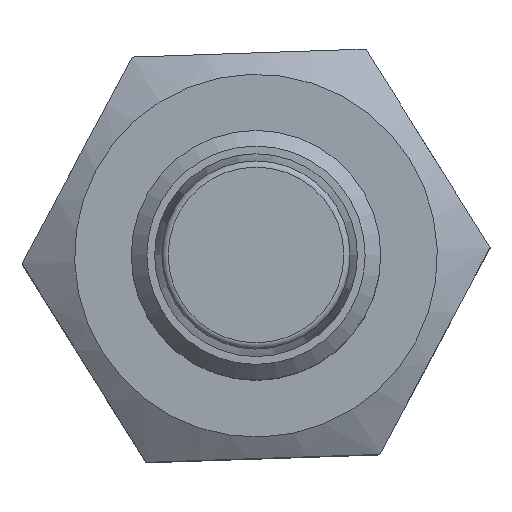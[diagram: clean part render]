
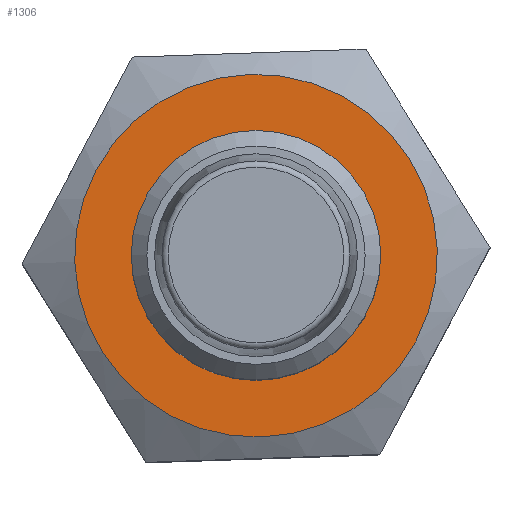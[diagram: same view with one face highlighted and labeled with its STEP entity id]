
A CAD part, top view. The second image highlights one B-rep face of the part: STEP entity #1306.
In plain terms, the highlighted planar face has unit normal (0, 0, 1).
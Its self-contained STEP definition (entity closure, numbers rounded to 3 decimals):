
#92=PLANE('',#1425);
#129=CIRCLE('',#1426,5.815);
#130=CIRCLE('',#1427,4.);
#307=FACE_BOUND('',#488,.T.);
#374=FACE_OUTER_BOUND('',#487,.T.);
#487=EDGE_LOOP('',(#986));
#488=EDGE_LOOP('',(#987));
#690=VERTEX_POINT('',#2122);
#691=VERTEX_POINT('',#2124);
#810=EDGE_CURVE('',#690,#690,#129,.T.);
#811=EDGE_CURVE('',#691,#691,#130,.T.);
#986=ORIENTED_EDGE('',*,*,#810,.T.);
#987=ORIENTED_EDGE('',*,*,#811,.F.);
#1306=ADVANCED_FACE('',(#374,#307),#92,.F.);
#1425=AXIS2_PLACEMENT_3D('',#2121,#1639,#1640);
#1426=AXIS2_PLACEMENT_3D('',#2123,#1641,#1642);
#1427=AXIS2_PLACEMENT_3D('',#2125,#1643,#1644);
#1639=DIRECTION('center_axis',(0.,0.,
-1.));
#1640=DIRECTION('ref_axis',(0.034,-0.999,0.));
#1641=DIRECTION('center_axis',(0.,0.,
1.));
#1642=DIRECTION('ref_axis',(-0.999,-0.034,0.));
#1643=DIRECTION('center_axis',(0.,0.,
1.));
#1644=DIRECTION('ref_axis',(-1.,0.,0.));
#2121=CARTESIAN_POINT('Origin',(0.,0.,
38.494));
#2122=CARTESIAN_POINT('',(-5.812,-0.198,38.494));
#2123=CARTESIAN_POINT('Origin',(0.,0.,38.494));
#2124=CARTESIAN_POINT('',(4.,0.,38.494));
#2125=CARTESIAN_POINT('Origin',(0.,0.,38.494));
